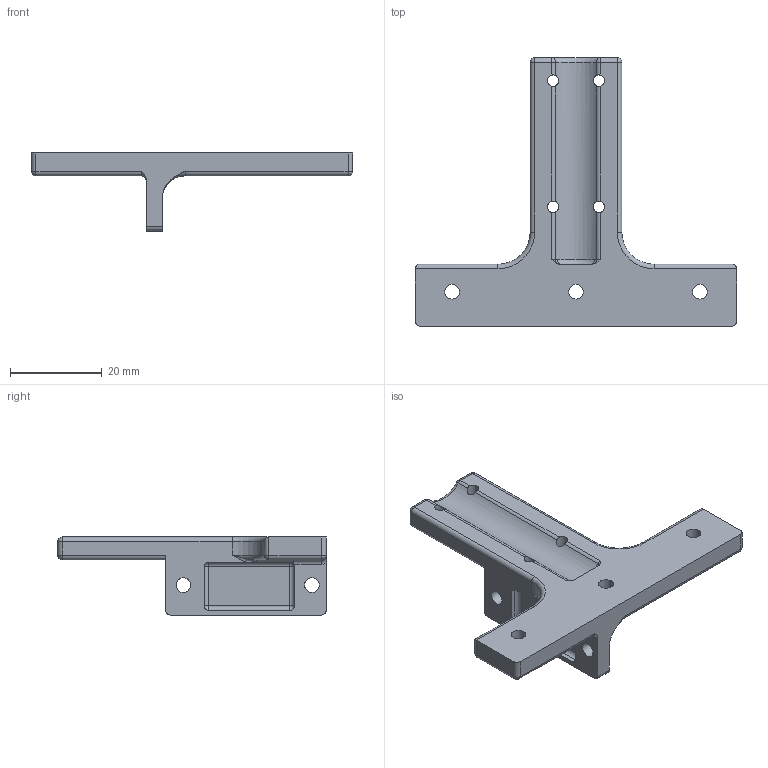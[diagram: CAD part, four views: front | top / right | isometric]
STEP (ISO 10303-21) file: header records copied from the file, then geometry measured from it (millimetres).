
FILE_DESCRIPTION(/* description */ (''),/* implementation_level */ '2;1');
FILE_NAME(/* name */ 'X endstop base.step',/* time_stamp */ '2021-08-05T03:21:24+08:00',/* author */ (''),/* organization */ (''),/* preprocessor_version */ 'ST-DEVELOPER v18.1',/* originating_system */ 'Autodesk Translation Framework v10.9.0.1377',/* authorisation */ '');
FILE_SCHEMA (('AUTOMOTIVE_DESIGN { 1 0 10303 214 3 1 1 }'));
Length unit declared in the file: millimetre
Products named in the file (1): X endstop base
Bounding box: 70 x 58.5 x 17 mm (x, y, z)
Volume: 9389.9 mm3; surface area: 6134.6 mm2
Topology: 1 solids, 1 shells, 121 faces, 309 edges, 185 vertices
Faces by surface type: cylinder 52, plane 41, sphere 14, torus 12, bspline 2
Full cylindrical faces by diameter (mm): 2.5 x4, 3.2 x5
Entity records: 3908 total; most frequent: CARTESIAN_POINT 911, DIRECTION 633, ORIENTED_EDGE 616, EDGE_CURVE 308, AXIS2_PLACEMENT_3D 235, VERTEX_POINT 185, LINE 163, VECTOR 163
